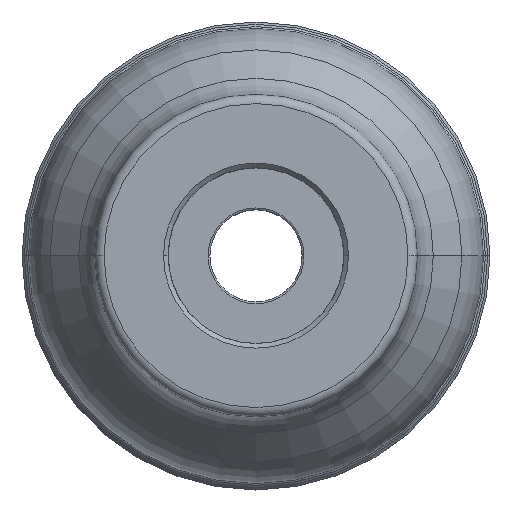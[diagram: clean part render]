
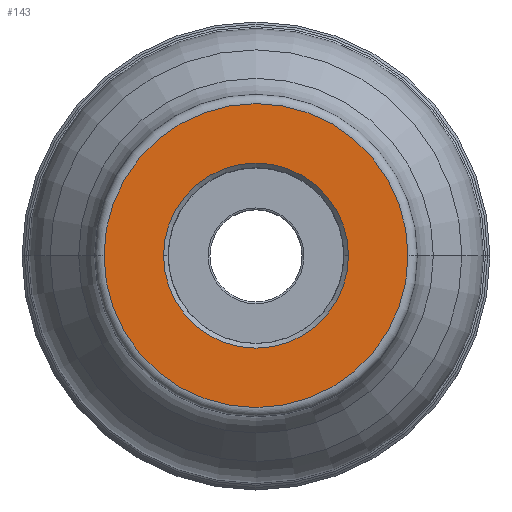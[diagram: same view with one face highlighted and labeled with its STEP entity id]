
A CAD part, top view. The second image highlights one B-rep face of the part: STEP entity #143.
In plain terms, the highlighted planar face has unit normal (0, 0, 1).
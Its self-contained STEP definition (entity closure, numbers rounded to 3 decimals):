
#79=PLANE('',#1549);
#88=FACE_BOUND('',#338,.T.);
#89=FACE_BOUND('',#339,.T.);
#143=ADVANCED_FACE('',(#88,#89),#79,.F.);
#338=EDGE_LOOP('',(#564,#565,#566,#567));
#339=EDGE_LOOP('',(#568,#569));
#564=ORIENTED_EDGE('',*,*,#954,.F.);
#565=ORIENTED_EDGE('',*,*,#952,.F.);
#566=ORIENTED_EDGE('',*,*,#951,.F.);
#567=ORIENTED_EDGE('',*,*,#955,.T.);
#568=ORIENTED_EDGE('',*,*,#956,.F.);
#569=ORIENTED_EDGE('',*,*,#957,.F.);
#802=VERTEX_POINT('',#2365);
#803=VERTEX_POINT('',#2367);
#804=VERTEX_POINT('',#2369);
#805=VERTEX_POINT('',#2373);
#806=VERTEX_POINT('',#2377);
#807=VERTEX_POINT('',#2378);
#951=EDGE_CURVE('',#802,#803,#1108,.T.);
#952=EDGE_CURVE('',#803,#804,#1109,.T.);
#954=EDGE_CURVE('',#804,#805,#1111,.T.);
#955=EDGE_CURVE('',#802,#805,#1112,.T.);
#956=EDGE_CURVE('',#806,#807,#1113,.T.);
#957=EDGE_CURVE('',#807,#806,#1114,.T.);
#1108=CIRCLE('',#1540,33.);
#1109=CIRCLE('',#1541,33.);
#1111=CIRCLE('',#1544,33.);
#1112=CIRCLE('',#1545,33.);
#1113=CIRCLE('',#1547,20.085);
#1114=CIRCLE('',#1548,20.085);
#1540=AXIS2_PLACEMENT_3D('',#2366,#1911,#1912);
#1541=AXIS2_PLACEMENT_3D('',#2368,#1913,#1914);
#1544=AXIS2_PLACEMENT_3D('',#2372,#1919,#1920);
#1545=AXIS2_PLACEMENT_3D('',#2374,#1921,#1922);
#1547=AXIS2_PLACEMENT_3D('',#2376,#1925,#1926);
#1548=AXIS2_PLACEMENT_3D('',#2379,#1927,#1928);
#1549=AXIS2_PLACEMENT_3D('',#2380,#1929,#1930);
#1911=DIRECTION('',(0.,0.,-1.));
#1912=DIRECTION('',(1.,0.,0.));
#1913=DIRECTION('',(0.,0.,-1.));
#1914=DIRECTION('',(1.,-0.001,0.));
#1919=DIRECTION('',(0.,0.,-1.));
#1920=DIRECTION('',(-1.,0.001,0.));
#1921=DIRECTION('',(0.,0.,1.));
#1922=DIRECTION('',(-1.,0.001,0.));
#1925=DIRECTION('',(0.,0.,1.));
#1926=DIRECTION('',(1.,0.,0.));
#1927=DIRECTION('',(0.,0.,1.));
#1928=DIRECTION('',(-1.,0.,0.));
#1929=DIRECTION('',(0.,0.,-1.));
#1930=DIRECTION('',(1.,0.,0.));
#2365=CARTESIAN_POINT('',(33.,0.,0.));
#2366=CARTESIAN_POINT('',(0.,0.,0.));
#2367=CARTESIAN_POINT('',(33.,-0.021,0.));
#2368=CARTESIAN_POINT('',(0.,0.,0.));
#2369=CARTESIAN_POINT('',(-33.,0.,0.));
#2372=CARTESIAN_POINT('',(0.,0.,0.));
#2373=CARTESIAN_POINT('',(-33.,0.021,0.));
#2374=CARTESIAN_POINT('',(0.,0.,0.));
#2376=CARTESIAN_POINT('',(0.,0.,0.));
#2377=CARTESIAN_POINT('',(20.085,0.,0.));
#2378=CARTESIAN_POINT('',(-20.085,0.,0.));
#2379=CARTESIAN_POINT('',(0.,0.,0.));
#2380=CARTESIAN_POINT('',(0.,0.,0.));
